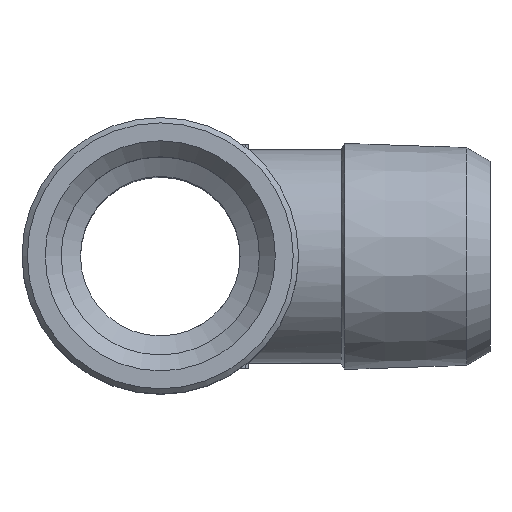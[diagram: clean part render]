
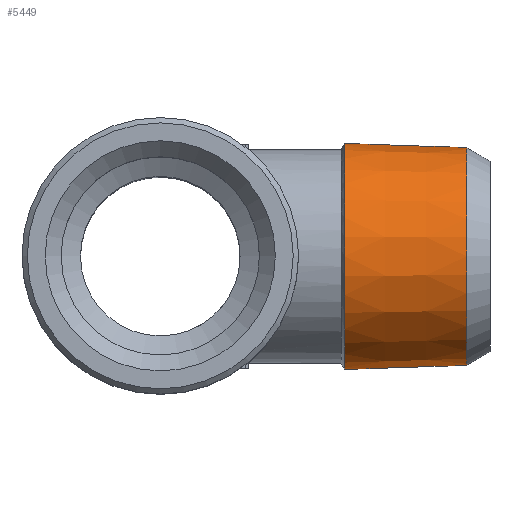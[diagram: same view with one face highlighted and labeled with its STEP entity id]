
A CAD part, top view. The second image highlights one B-rep face of the part: STEP entity #5449.
In plain terms, the highlighted conical face has half-angle 1.918 degrees and reference radius 10.634 mm.
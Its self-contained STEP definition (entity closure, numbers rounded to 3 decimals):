
#1415=CONICAL_SURFACE('',#5352,10.634,1.918);
#1473=ORIENTED_EDGE('',*,*,#1831,.F.);
#1474=ORIENTED_EDGE('',*,*,#1830,.F.);
#1680=CIRCLE('',#5351,10.239);
#1681=CIRCLE('',#5353,10.623);
#1742=VERTEX_POINT('',#4116);
#1743=VERTEX_POINT('',#4119);
#1830=EDGE_CURVE('',#1742,#1742,#1680,.T.);
#1831=EDGE_CURVE('',#1743,#1743,#1681,.T.);
#1942=EDGE_LOOP('',(#1473));
#1943=EDGE_LOOP('',(#1474));
#2016=FACE_BOUND('',#1942,.T.);
#2017=FACE_BOUND('',#1943,.T.);
#2138=DIRECTION('',(1.,0.,0.));
#2139=DIRECTION('',(0.,0.,10.239));
#2140=DIRECTION('',(-1.,0.,0.));
#2141=DIRECTION('',(0.,0.,1.));
#2142=DIRECTION('',(-1.,0.,0.));
#2143=DIRECTION('',(0.,0.,10.623));
#4116=CARTESIAN_POINT('',(28.791,31.,10.239));
#4117=CARTESIAN_POINT('',(28.791,31.,0.));
#4118=CARTESIAN_POINT('',(17.,31.,0.));
#4119=CARTESIAN_POINT('',(17.331,31.,10.623));
#4120=CARTESIAN_POINT('',(17.331,31.,0.));
#5351=AXIS2_PLACEMENT_3D('',#4117,#2138,#2139);
#5352=AXIS2_PLACEMENT_3D('',#4118,#2140,#2141);
#5353=AXIS2_PLACEMENT_3D('',#4120,#2142,#2143);
#5449=ADVANCED_FACE('',(#2016,#2017),#1415,.T.);
